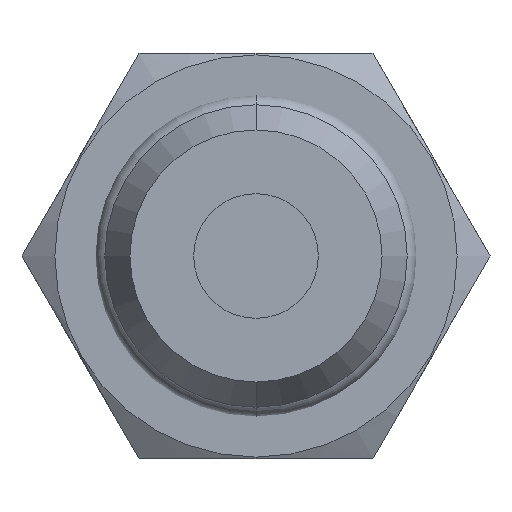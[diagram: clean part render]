
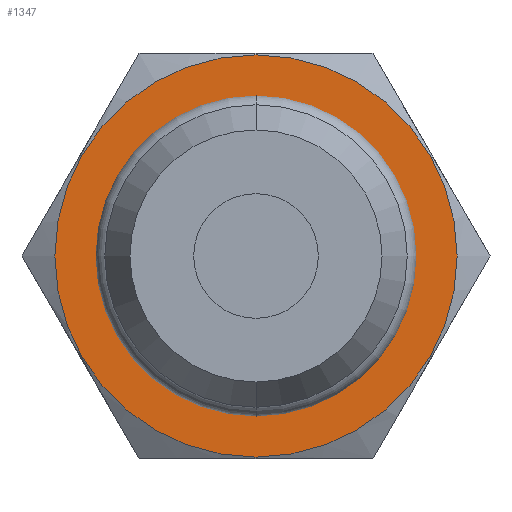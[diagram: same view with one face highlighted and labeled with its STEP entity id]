
A CAD part, front view. The second image highlights one B-rep face of the part: STEP entity #1347.
In plain terms, the highlighted planar face has unit normal (0, -1, 0).
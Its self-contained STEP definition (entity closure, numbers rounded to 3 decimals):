
#59 = CARTESIAN_POINT ( 'NONE',  ( 0., 23., 0. ) ) ;
#74 = DIRECTION ( 'NONE',  ( 0., 0., -1. ) ) ;
#75 = DIRECTION ( 'NONE',  ( 0., -1., 0. ) ) ;
#76 = AXIS2_PLACEMENT_3D ( 'NONE', #59, #75, #74 ) ;
#77 = CIRCLE ( 'NONE', #76, 4.925 ) ;
#79 = DIRECTION ( 'NONE',  ( 0., 0., -1. ) ) ;
#80 = DIRECTION ( 'NONE',  ( 0., -1., 0. ) ) ;
#82 = CARTESIAN_POINT ( 'NONE',  ( 4.925, 23., 0. ) ) ;
#83 = AXIS2_PLACEMENT_3D ( 'NONE', #82, #80, #79 ) ;
#84 = PLANE ( 'NONE',  #83 ) ;
#85 = FACE_BOUND ( 'NONE', #1354, .T. ) ;
#86 = FACE_OUTER_BOUND ( 'NONE', #1348, .T. ) ;
#606 = DIRECTION ( 'NONE',  ( 0., 0., -1. ) ) ;
#607 = DIRECTION ( 'NONE',  ( 0., -1., 0. ) ) ;
#608 = CARTESIAN_POINT ( 'NONE',  ( 0., 23., 0. ) ) ;
#609 = AXIS2_PLACEMENT_3D ( 'NONE', #608, #607, #606 ) ;
#610 = CIRCLE ( 'NONE', #609, 6.45 ) ;
#688 = VERTEX_POINT ( 'NONE', #1581 ) ;
#689 = VERTEX_POINT ( 'NONE', #1546 ) ;
#714 = EDGE_CURVE ( 'NONE', #688, #757, #1608, .T. ) ;
#757 = VERTEX_POINT ( 'NONE', #1825 ) ;
#762 = EDGE_CURVE ( 'NONE', #689, #763, #1887, .T. ) ;
#763 = VERTEX_POINT ( 'NONE', #1871 ) ;
#1336 = EDGE_CURVE ( 'NONE', #763, #689, #610, .T. ) ;
#1347 = ADVANCED_FACE ( 'NONE', ( #86, #85 ), #84, .T. ) ;
#1348 = EDGE_LOOP ( 'NONE', ( #1349, #1353 ) ) ;
#1349 = ORIENTED_EDGE ( 'NONE', *, *, #1336, .T. ) ;
#1353 = ORIENTED_EDGE ( 'NONE', *, *, #762, .T. ) ;
#1354 = EDGE_LOOP ( 'NONE', ( #1355, #1356 ) ) ;
#1355 = ORIENTED_EDGE ( 'NONE', *, *, #714, .F. ) ;
#1356 = ORIENTED_EDGE ( 'NONE', *, *, #1357, .F. ) ;
#1357 = EDGE_CURVE ( 'NONE', #757, #688, #77, .T. ) ;
#1546 = CARTESIAN_POINT ( 'NONE',  ( 0., 23., -6.45 ) ) ;
#1581 = CARTESIAN_POINT ( 'NONE',  ( 0., 23., -4.925 ) ) ;
#1604 = DIRECTION ( 'NONE',  ( 0., 0., -1. ) ) ;
#1605 = DIRECTION ( 'NONE',  ( 0., -1., 0. ) ) ;
#1606 = CARTESIAN_POINT ( 'NONE',  ( 0., 23., 0. ) ) ;
#1607 = AXIS2_PLACEMENT_3D ( 'NONE', #1606, #1605, #1604 ) ;
#1608 = CIRCLE ( 'NONE', #1607, 4.925 ) ;
#1814 = CARTESIAN_POINT ( 'NONE',  ( 0., 23., 0. ) ) ;
#1825 = CARTESIAN_POINT ( 'NONE',  ( 0., 23., 4.925 ) ) ;
#1871 = CARTESIAN_POINT ( 'NONE',  ( 0., 23., 6.45 ) ) ;
#1872 = DIRECTION ( 'NONE',  ( 0., 0., -1. ) ) ;
#1885 = DIRECTION ( 'NONE',  ( 0., -1., 0. ) ) ;
#1886 = AXIS2_PLACEMENT_3D ( 'NONE', #1814, #1885, #1872 ) ;
#1887 = CIRCLE ( 'NONE', #1886, 6.45 ) ;
